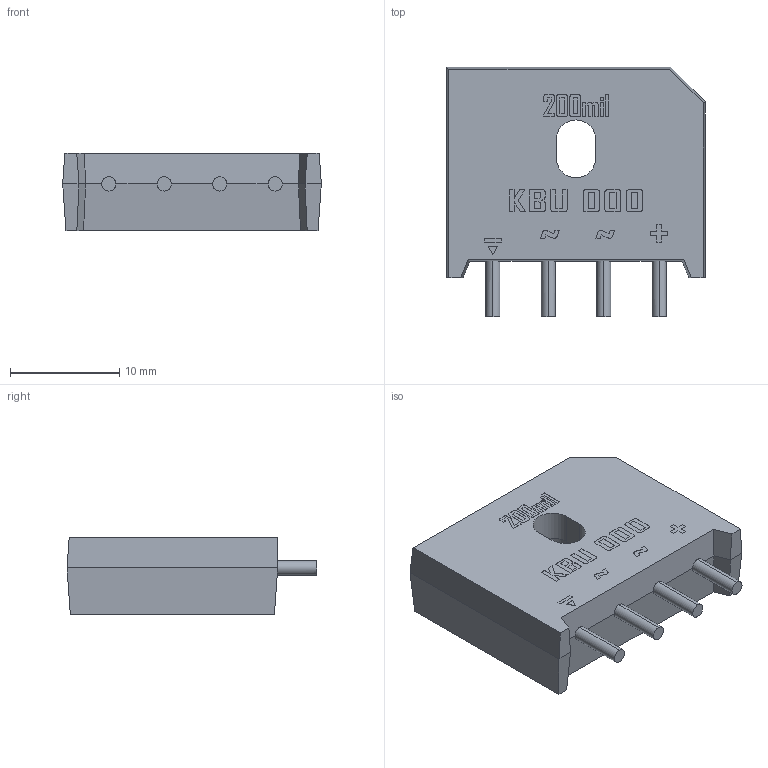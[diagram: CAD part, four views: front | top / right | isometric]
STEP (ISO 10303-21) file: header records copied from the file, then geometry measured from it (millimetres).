
FILE_DESCRIPTION (( 'STEP AP214' ), '1' );
FILE_NAME ('KBU___KBU__.STEP', '2023-03-01T19:51:59', ( '' ), ( '' ), 'SwSTEP 2.0', 'SolidWorks 2020', '' );
FILE_SCHEMA (( 'AUTOMOTIVE_DESIGN' ));
Length unit declared in the file: millimetre
Products named in the file (1): KBU___KBU__
Bounding box: 23.7 x 22.9 x 7.1 mm (x, y, z)
Volume: 2820.7 mm3; surface area: 1566 mm2
Topology: 1 solids, 1 shells, 258 faces, 680 edges, 449 vertices
Faces by surface type: plane 201, bspline 45, cylinder 10, cone 2
Entity records: 12040 total; most frequent: CARTESIAN_POINT 3121, ORIENTED_EDGE 1360, DIRECTION 1016, EDGE_CURVE 680, VECTOR 560, LINE 560, VERTEX_POINT 449, EDGE_LOOP 285
